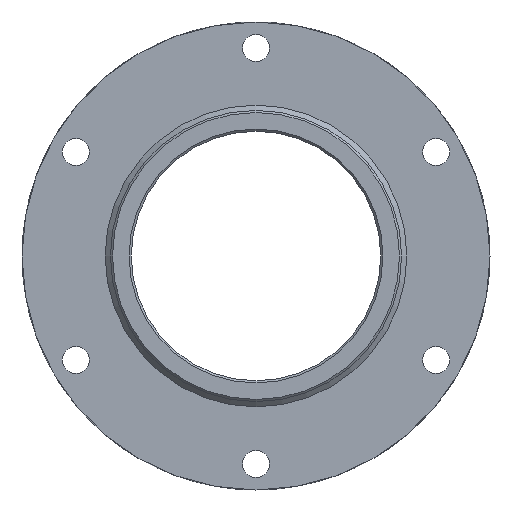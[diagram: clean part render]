
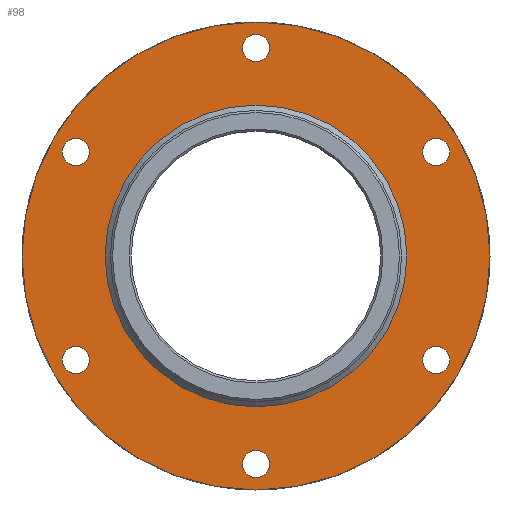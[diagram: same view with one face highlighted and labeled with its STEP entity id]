
A CAD part, left-side view. The second image highlights one B-rep face of the part: STEP entity #98.
In plain terms, the highlighted planar face has unit normal (-1, 0, 0).
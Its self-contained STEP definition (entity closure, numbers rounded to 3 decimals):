
#98=ADVANCED_FACE('',(#530,#532,#534,#536,#538,#540,#542,#544),#546,.T.);
#530=FACE_BOUND('',#531,.T.);
#531=EDGE_LOOP('',(#918));
#532=FACE_BOUND('',#533,.T.);
#533=EDGE_LOOP('',(#919));
#534=FACE_BOUND('',#535,.T.);
#535=EDGE_LOOP('',(#920));
#536=FACE_BOUND('',#537,.T.);
#537=EDGE_LOOP('',(#921));
#538=FACE_BOUND('',#539,.T.);
#539=EDGE_LOOP('',(#922));
#540=FACE_BOUND('',#541,.T.);
#541=EDGE_LOOP('',(#923));
#542=FACE_BOUND('',#543,.T.);
#543=EDGE_LOOP('',(#924));
#544=FACE_BOUND('',#545,.T.);
#545=EDGE_LOOP('',(#925));
#546=PLANE('',#547);
#547=AXIS2_PLACEMENT_3D('',#548,#549,#550);
#548=CARTESIAN_POINT('',(-30.,0.,0.));
#549=DIRECTION('',(-1.,0.,0.));
#550=DIRECTION('',(0.,0.,1.));
#918=ORIENTED_EDGE('',*,*,#1122,.T.);
#919=ORIENTED_EDGE('',*,*,#1123,.T.);
#920=ORIENTED_EDGE('',*,*,#1124,.T.);
#921=ORIENTED_EDGE('',*,*,#1125,.T.);
#922=ORIENTED_EDGE('',*,*,#1126,.T.);
#923=ORIENTED_EDGE('',*,*,#1127,.T.);
#924=ORIENTED_EDGE('',*,*,#1128,.F.);
#925=ORIENTED_EDGE('',*,*,#1129,.T.);
#1122=EDGE_CURVE('',#1249,#1249,#1250,.T.);
#1123=EDGE_CURVE('',#1251,#1251,#1252,.T.);
#1124=EDGE_CURVE('',#1253,#1253,#1254,.T.);
#1125=EDGE_CURVE('',#1255,#1255,#1256,.T.);
#1126=EDGE_CURVE('',#1257,#1257,#1258,.T.);
#1127=EDGE_CURVE('',#1259,#1259,#1260,.T.);
#1128=EDGE_CURVE('',#1261,#1261,#1262,.T.);
#1129=EDGE_CURVE('',#1263,#1263,#1264,.T.);
#1249=VERTEX_POINT('',#1494);
#1250=CIRCLE('',#1495,112.5);
#1251=VERTEX_POINT('',#1499);
#1252=CIRCLE('',#1500,6.5);
#1253=VERTEX_POINT('',#1504);
#1254=CIRCLE('',#1505,6.5);
#1255=VERTEX_POINT('',#1509);
#1256=CIRCLE('',#1510,6.5);
#1257=VERTEX_POINT('',#1514);
#1258=CIRCLE('',#1515,6.5);
#1259=VERTEX_POINT('',#1519);
#1260=CIRCLE('',#1520,6.5);
#1261=VERTEX_POINT('',#1524);
#1262=CIRCLE('',#1525,72.5);
#1263=VERTEX_POINT('',#1529);
#1264=CIRCLE('',#1530,6.5);
#1494=CARTESIAN_POINT('',(-30.,0.,112.5));
#1495=AXIS2_PLACEMENT_3D('',#1496,#1497,#1498);
#1496=CARTESIAN_POINT('',(-30.,0.,0.));
#1497=DIRECTION('',(-1.,0.,0.));
#1498=DIRECTION('',(0.,0.,1.));
#1499=CARTESIAN_POINT('',(-30.,-83.353,55.629));
#1500=AXIS2_PLACEMENT_3D('',#1501,#1502,#1503);
#1501=CARTESIAN_POINT('',(-30.,-86.603,50.));
#1502=DIRECTION('',(1.,0.,0.));
#1503=DIRECTION('',(0.,0.5,0.866));
#1504=CARTESIAN_POINT('',(-30.,-89.853,-44.371));
#1505=AXIS2_PLACEMENT_3D('',#1506,#1507,#1508);
#1506=CARTESIAN_POINT('',(-30.,-86.603,-50.));
#1507=DIRECTION('',(1.,0.,0.));
#1508=DIRECTION('',(0.,-0.5,0.866));
#1509=CARTESIAN_POINT('',(-30.,-6.5,-100.));
#1510=AXIS2_PLACEMENT_3D('',#1511,#1512,#1513);
#1511=CARTESIAN_POINT('',(-30.,0.,-100.));
#1512=DIRECTION('',(1.,0.,0.));
#1513=DIRECTION('',(0.,-1.,0.));
#1514=CARTESIAN_POINT('',(-30.,83.353,-55.629));
#1515=AXIS2_PLACEMENT_3D('',#1516,#1517,#1518);
#1516=CARTESIAN_POINT('',(-30.,86.603,-50.));
#1517=DIRECTION('',(1.,0.,0.));
#1518=DIRECTION('',(0.,-0.5,-0.866));
#1519=CARTESIAN_POINT('',(-30.,89.853,44.371));
#1520=AXIS2_PLACEMENT_3D('',#1521,#1522,#1523);
#1521=CARTESIAN_POINT('',(-30.,86.603,50.));
#1522=DIRECTION('',(1.,0.,0.));
#1523=DIRECTION('',(0.,0.5,-0.866));
#1524=CARTESIAN_POINT('',(-30.,0.,72.5));
#1525=AXIS2_PLACEMENT_3D('',#1526,#1527,#1528);
#1526=CARTESIAN_POINT('',(-30.,0.,0.));
#1527=DIRECTION('',(-1.,0.,0.));
#1528=DIRECTION('',(0.,0.,1.));
#1529=CARTESIAN_POINT('',(-30.,6.5,100.));
#1530=AXIS2_PLACEMENT_3D('',#1531,#1532,#1533);
#1531=CARTESIAN_POINT('',(-30.,0.,100.));
#1532=DIRECTION('',(1.,0.,0.));
#1533=DIRECTION('',(0.,1.,0.));
